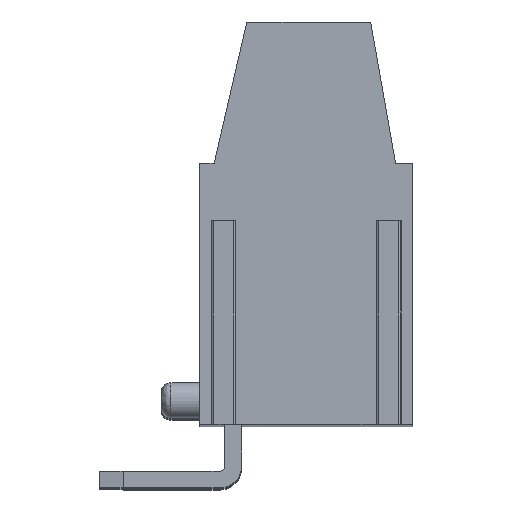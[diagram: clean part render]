
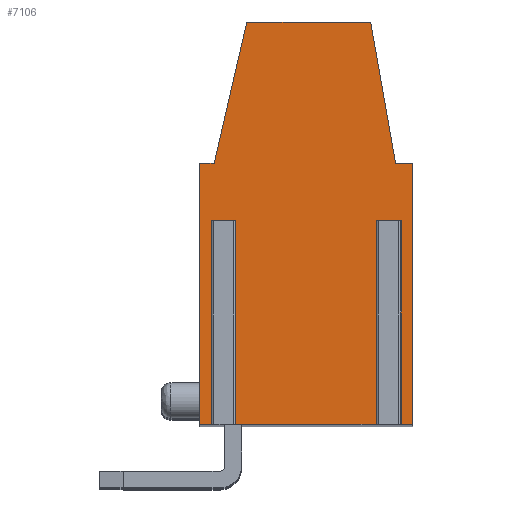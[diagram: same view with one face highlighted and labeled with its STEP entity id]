
A CAD part, top view. The second image highlights one B-rep face of the part: STEP entity #7106.
In plain terms, the highlighted planar face has unit normal (0, 0, 1).
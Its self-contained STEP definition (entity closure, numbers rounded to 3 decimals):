
#13=DIRECTION('',(-1.,0.,0.));
#14=VECTOR('',#13,0.814);
#15=CARTESIAN_POINT('',(6.453,1.45,52.5));
#16=LINE('',#15,#14);
#17=DIRECTION('',(0.,-1.,0.));
#18=VECTOR('',#17,8.5);
#19=CARTESIAN_POINT('',(5.639,1.45,52.5));
#20=LINE('',#19,#18);
#21=DIRECTION('',(-1.,0.,0.));
#22=VECTOR('',#21,6.078);
#23=CARTESIAN_POINT('',(5.639,-7.05,52.5));
#24=LINE('',#23,#22);
#25=DIRECTION('',(0.,-1.,0.));
#26=VECTOR('',#25,8.5);
#27=CARTESIAN_POINT('',(-0.439,1.45,52.5));
#28=LINE('',#27,#26);
#29=DIRECTION('',(-1.,0.,0.));
#30=VECTOR('',#29,0.814);
#31=CARTESIAN_POINT('',(-0.439,1.45,52.5));
#32=LINE('',#31,#30);
#33=DIRECTION('',(0.,-1.,0.));
#34=VECTOR('',#33,8.5);
#35=CARTESIAN_POINT('',(-1.253,1.45,52.5));
#36=LINE('',#35,#34);
#37=DIRECTION('',(-1.,0.,0.));
#38=VECTOR('',#37,0.597);
#39=CARTESIAN_POINT('',(-1.253,-7.05,52.5));
#40=LINE('',#39,#38);
#41=DIRECTION('',(0.,1.,0.));
#42=VECTOR('',#41,10.9);
#43=CARTESIAN_POINT('',(-1.85,-7.05,52.5));
#44=LINE('',#43,#42);
#45=DIRECTION('',(1.,0.,0.));
#46=VECTOR('',#45,0.6);
#47=CARTESIAN_POINT('',(-1.85,3.85,52.5));
#48=LINE('',#47,#46);
#49=DIRECTION('',(0.225,0.974,0.));
#50=VECTOR('',#49,6.055);
#51=CARTESIAN_POINT('',(-1.25,3.85,52.5));
#52=LINE('',#51,#50);
#53=DIRECTION('',(1.,0.,0.));
#54=VECTOR('',#53,5.178);
#55=CARTESIAN_POINT('',(0.112,9.75,52.5));
#56=LINE('',#55,#54);
#57=DIRECTION('',(0.174,-0.985,0.));
#58=VECTOR('',#57,5.991);
#59=CARTESIAN_POINT('',(5.29,9.75,52.5));
#60=LINE('',#59,#58);
#61=DIRECTION('',(1.,0.,0.));
#62=VECTOR('',#61,0.72);
#63=CARTESIAN_POINT('',(6.33,3.85,52.5));
#64=LINE('',#63,#62);
#65=DIRECTION('',(0.,-1.,0.));
#66=VECTOR('',#65,10.9);
#67=CARTESIAN_POINT('',(7.05,3.85,52.5));
#68=LINE('',#67,#66);
#69=DIRECTION('',(-1.,0.,0.));
#70=VECTOR('',#69,0.597);
#71=CARTESIAN_POINT('',(7.05,-7.05,52.5));
#72=LINE('',#71,#70);
#73=DIRECTION('',(0.,-1.,0.));
#74=VECTOR('',#73,8.5);
#75=CARTESIAN_POINT('',(6.453,1.45,52.5));
#76=LINE('',#75,#74);
#5547=CARTESIAN_POINT('',(7.05,3.85,52.5));
#5548=CARTESIAN_POINT('',(7.05,-7.05,52.5));
#5549=VERTEX_POINT('',#5547);
#5550=VERTEX_POINT('',#5548);
#5551=CARTESIAN_POINT('',(6.33,3.85,52.5));
#5552=VERTEX_POINT('',#5551);
#5553=CARTESIAN_POINT('',(5.29,9.75,52.5));
#5554=VERTEX_POINT('',#5553);
#5555=CARTESIAN_POINT('',(0.112,9.75,52.5));
#5556=VERTEX_POINT('',#5555);
#5557=CARTESIAN_POINT('',(-1.25,3.85,52.5));
#5558=VERTEX_POINT('',#5557);
#5559=CARTESIAN_POINT('',(-1.85,3.85,52.5));
#5560=VERTEX_POINT('',#5559);
#5561=CARTESIAN_POINT('',(-1.85,-7.05,52.5));
#5562=VERTEX_POINT('',#5561);
#5691=CARTESIAN_POINT('',(6.453,1.45,52.5));
#5692=CARTESIAN_POINT('',(5.639,1.45,52.5));
#5693=VERTEX_POINT('',#5691);
#5694=VERTEX_POINT('',#5692);
#5695=CARTESIAN_POINT('',(-0.439,1.45,52.5));
#5696=CARTESIAN_POINT('',(-1.253,1.45,52.5));
#5697=VERTEX_POINT('',#5695);
#5698=VERTEX_POINT('',#5696);
#5699=CARTESIAN_POINT('',(-1.253,-7.05,52.5));
#5700=VERTEX_POINT('',#5699);
#5701=CARTESIAN_POINT('',(-0.439,-7.05,52.5));
#5702=VERTEX_POINT('',#5701);
#5703=CARTESIAN_POINT('',(5.639,-7.05,52.5));
#5704=VERTEX_POINT('',#5703);
#5705=CARTESIAN_POINT('',(6.453,-7.05,52.5));
#5706=VERTEX_POINT('',#5705);
#7067=CARTESIAN_POINT('',(0.,0.,52.5));
#7068=DIRECTION('',(0.,0.,1.));
#7069=DIRECTION('',(1.,0.,0.));
#7070=AXIS2_PLACEMENT_3D('',#7067,#7068,#7069);
#7071=PLANE('',#7070);
#7073=ORIENTED_EDGE('',*,*,#7072,.T.);
#7075=ORIENTED_EDGE('',*,*,#7074,.T.);
#7077=ORIENTED_EDGE('',*,*,#7076,.T.);
#7079=ORIENTED_EDGE('',*,*,#7078,.F.);
#7081=ORIENTED_EDGE('',*,*,#7080,.T.);
#7083=ORIENTED_EDGE('',*,*,#7082,.T.);
#7085=ORIENTED_EDGE('',*,*,#7084,.T.);
#7087=ORIENTED_EDGE('',*,*,#7086,.T.);
#7089=ORIENTED_EDGE('',*,*,#7088,.T.);
#7091=ORIENTED_EDGE('',*,*,#7090,.T.);
#7093=ORIENTED_EDGE('',*,*,#7092,.T.);
#7095=ORIENTED_EDGE('',*,*,#7094,.T.);
#7097=ORIENTED_EDGE('',*,*,#7096,.T.);
#7099=ORIENTED_EDGE('',*,*,#7098,.T.);
#7101=ORIENTED_EDGE('',*,*,#7100,.T.);
#7103=ORIENTED_EDGE('',*,*,#7102,.F.);
#7104=EDGE_LOOP('',(#7073,#7075,#7077,#7079,#7081,#7083,#7085,#7087,#7089,#7091,
#7093,#7095,#7097,#7099,#7101,#7103));
#7105=FACE_OUTER_BOUND('',#7104,.F.);
#7072=EDGE_CURVE('',#5693,#5694,#16,.T.);
#7074=EDGE_CURVE('',#5694,#5704,#20,.T.);
#7076=EDGE_CURVE('',#5704,#5702,#24,.T.);
#7078=EDGE_CURVE('',#5697,#5702,#28,.T.);
#7080=EDGE_CURVE('',#5697,#5698,#32,.T.);
#7082=EDGE_CURVE('',#5698,#5700,#36,.T.);
#7084=EDGE_CURVE('',#5700,#5562,#40,.T.);
#7086=EDGE_CURVE('',#5562,#5560,#44,.T.);
#7088=EDGE_CURVE('',#5560,#5558,#48,.T.);
#7090=EDGE_CURVE('',#5558,#5556,#52,.T.);
#7092=EDGE_CURVE('',#5556,#5554,#56,.T.);
#7094=EDGE_CURVE('',#5554,#5552,#60,.T.);
#7096=EDGE_CURVE('',#5552,#5549,#64,.T.);
#7098=EDGE_CURVE('',#5549,#5550,#68,.T.);
#7100=EDGE_CURVE('',#5550,#5706,#72,.T.);
#7102=EDGE_CURVE('',#5693,#5706,#76,.T.);
#7106=ADVANCED_FACE('',(#7105),#7071,.T.);
